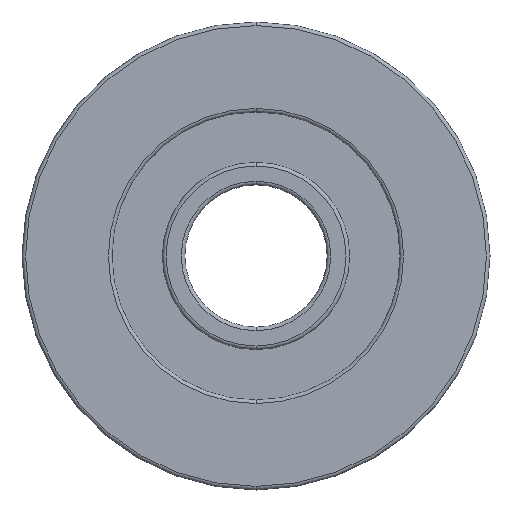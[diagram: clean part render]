
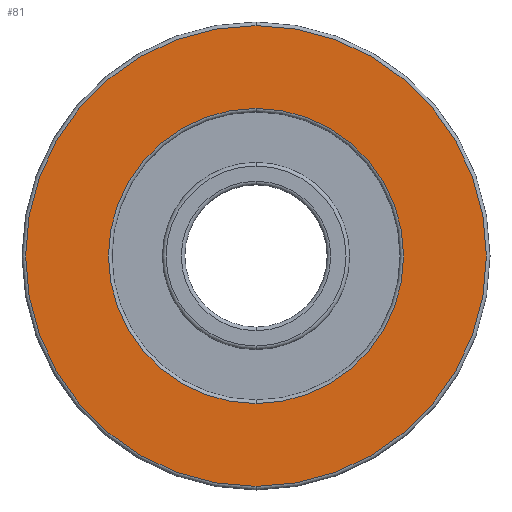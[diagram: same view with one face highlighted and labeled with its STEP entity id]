
A CAD part, front view. The second image highlights one B-rep face of the part: STEP entity #81.
In plain terms, the highlighted planar face has unit normal (0, -1, 0).
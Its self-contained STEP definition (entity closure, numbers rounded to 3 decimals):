
#12 = PLANE ( 'NONE',  #1130 ) ;
#22 = DIRECTION ( 'NONE',  ( 0., 1., 0. ) ) ;
#55 = EDGE_LOOP ( 'NONE', ( #729, #1093 ) ) ;
#81 = ADVANCED_FACE ( 'NONE', ( #1141, #909 ), #12, .T. ) ;
#82 = VERTEX_POINT ( 'NONE', #1014 ) ;
#91 = CIRCLE ( 'NONE', #886, 4.1 ) ;
#163 = AXIS2_PLACEMENT_3D ( 'NONE', #790, #212, #885 ) ;
#200 = DIRECTION ( 'NONE',  ( 0., -1., 0. ) ) ;
#212 = DIRECTION ( 'NONE',  ( 0., -1., 0. ) ) ;
#251 = VERTEX_POINT ( 'NONE', #461 ) ;
#268 = DIRECTION ( 'NONE',  ( 0., 1., 0. ) ) ;
#315 = DIRECTION ( 'NONE',  ( 0., -1., 0. ) ) ;
#322 = EDGE_CURVE ( 'NONE', #326, #82, #91, .T. ) ;
#326 = VERTEX_POINT ( 'NONE', #463 ) ;
#341 = EDGE_CURVE ( 'NONE', #251, #388, #828, .T. ) ;
#388 = VERTEX_POINT ( 'NONE', #984 ) ;
#461 = CARTESIAN_POINT ( 'NONE',  ( 0., -3., 6.4 ) ) ;
#463 = CARTESIAN_POINT ( 'NONE',  ( 0., -3., -4.1 ) ) ;
#574 = CARTESIAN_POINT ( 'NONE',  ( 0., -3., 0. ) ) ;
#641 = CIRCLE ( 'NONE', #163, 6.4 ) ;
#691 = DIRECTION ( 'NONE',  ( 0., 0., -1. ) ) ;
#710 = EDGE_LOOP ( 'NONE', ( #1187, #1142 ) ) ;
#723 = AXIS2_PLACEMENT_3D ( 'NONE', #889, #315, #979 ) ;
#729 = ORIENTED_EDGE ( 'NONE', *, *, #798, .T. ) ;
#790 = CARTESIAN_POINT ( 'NONE',  ( 0., -3., 0. ) ) ;
#798 = EDGE_CURVE ( 'NONE', #388, #251, #641, .T. ) ;
#828 = CIRCLE ( 'NONE', #723, 6.4 ) ;
#852 = CARTESIAN_POINT ( 'NONE',  ( 0., -3., 0. ) ) ;
#869 = CARTESIAN_POINT ( 'NONE',  ( 0., -3., 0. ) ) ;
#879 = DIRECTION ( 'NONE',  ( 0., 0., -1. ) ) ;
#885 = DIRECTION ( 'NONE',  ( 0., 0., -1. ) ) ;
#886 = AXIS2_PLACEMENT_3D ( 'NONE', #869, #22, #691 ) ;
#889 = CARTESIAN_POINT ( 'NONE',  ( 0., -3., 0. ) ) ;
#909 = FACE_OUTER_BOUND ( 'NONE', #55, .T. ) ;
#929 = DIRECTION ( 'NONE',  ( 0., 0., -1. ) ) ;
#964 = EDGE_CURVE ( 'NONE', #82, #326, #1166, .T. ) ;
#969 = AXIS2_PLACEMENT_3D ( 'NONE', #852, #268, #929 ) ;
#979 = DIRECTION ( 'NONE',  ( 0., 0., -1. ) ) ;
#984 = CARTESIAN_POINT ( 'NONE',  ( 0., -3., -6.4 ) ) ;
#1014 = CARTESIAN_POINT ( 'NONE',  ( 0., -3., 4.1 ) ) ;
#1093 = ORIENTED_EDGE ( 'NONE', *, *, #341, .T. ) ;
#1130 = AXIS2_PLACEMENT_3D ( 'NONE', #574, #200, #879 ) ;
#1141 = FACE_BOUND ( 'NONE', #710, .T. ) ;
#1142 = ORIENTED_EDGE ( 'NONE', *, *, #964, .T. ) ;
#1166 = CIRCLE ( 'NONE', #969, 4.1 ) ;
#1187 = ORIENTED_EDGE ( 'NONE', *, *, #322, .T. ) ;
